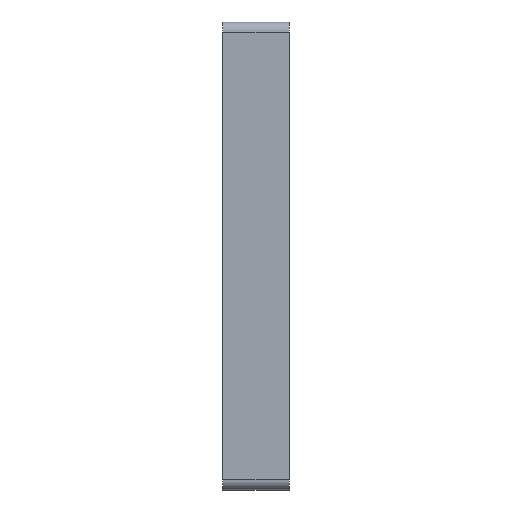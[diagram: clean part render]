
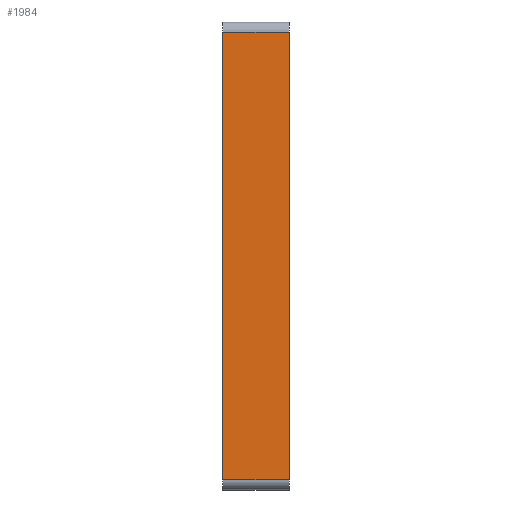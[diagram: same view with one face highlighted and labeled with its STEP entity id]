
A CAD part, front view. The second image highlights one B-rep face of the part: STEP entity #1984.
In plain terms, the highlighted planar face has unit normal (0, -1, 0).
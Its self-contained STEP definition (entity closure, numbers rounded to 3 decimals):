
#445 = CARTESIAN_POINT ( 'NONE',  ( 0., -70., 67. ) ) ;
#665 = CARTESIAN_POINT ( 'NONE',  ( 0., -70., 67. ) ) ;
#666 = DIRECTION ( 'NONE',  ( 0., 0., -1. ) ) ;
#801 = CARTESIAN_POINT ( 'NONE',  ( -20., -70., -67. ) ) ;
#865 = CARTESIAN_POINT ( 'NONE',  ( -20., -70., 67. ) ) ;
#980 = CARTESIAN_POINT ( 'NONE',  ( 0., -70., -67. ) ) ;
#1115 = VERTEX_POINT ( 'NONE', #801 ) ;
#1124 = VERTEX_POINT ( 'NONE', #865 ) ;
#1226 = DIRECTION ( 'NONE',  ( 1., 0., 0. ) ) ;
#1227 = CARTESIAN_POINT ( 'NONE',  ( -20., -70., -67. ) ) ;
#1234 = CARTESIAN_POINT ( 'NONE',  ( -20., -70., 67. ) ) ;
#1241 = DIRECTION ( 'NONE',  ( 1., 0., 0. ) ) ;
#1294 = VERTEX_POINT ( 'NONE', #980 ) ;
#1302 = VERTEX_POINT ( 'NONE', #445 ) ;
#1531 = CARTESIAN_POINT ( 'NONE',  ( -20., -70., 67. ) ) ;
#1534 = CARTESIAN_POINT ( 'NONE',  ( -20., -70., 67. ) ) ;
#1535 = DIRECTION ( 'NONE',  ( 0., 0., -1. ) ) ;
#1585 = DIRECTION ( 'NONE',  ( 0., -1., 0. ) ) ;
#1828 = DIRECTION ( 'NONE',  ( 0., 0., -1. ) ) ;
#1847 = PLANE ( 'NONE',  #2122 ) ;
#1984 = ADVANCED_FACE ( 'NONE', ( #3296 ), #1847, .T. ) ;
#2122 = AXIS2_PLACEMENT_3D ( 'NONE', #1531, #1585, #1828 ) ;
#2172 = EDGE_CURVE ( 'NONE', #1115, #1294, #3118, .T. ) ;
#2185 = EDGE_CURVE ( 'NONE', #1124, #1115, #3097, .T. ) ;
#2231 = EDGE_CURVE ( 'NONE', #1302, #1294, #2999, .T. ) ;
#2298 = EDGE_CURVE ( 'NONE', #1124, #1302, #2822, .T. ) ;
#2486 = EDGE_LOOP ( 'NONE', ( #3165, #3166, #3168, #3171 ) ) ;
#2808 = VECTOR ( 'NONE', #1241, 1000. ) ;
#2822 = LINE ( 'NONE', #1234, #2808 ) ;
#2998 = VECTOR ( 'NONE', #666, 1000. ) ;
#2999 = LINE ( 'NONE', #665, #2998 ) ;
#3096 = VECTOR ( 'NONE', #1535, 1000. ) ;
#3097 = LINE ( 'NONE', #1534, #3096 ) ;
#3117 = VECTOR ( 'NONE', #1226, 1000. ) ;
#3118 = LINE ( 'NONE', #1227, #3117 ) ;
#3165 = ORIENTED_EDGE ( 'NONE', *, *, #2231, .F. ) ;
#3166 = ORIENTED_EDGE ( 'NONE', *, *, #2298, .F. ) ;
#3168 = ORIENTED_EDGE ( 'NONE', *, *, #2185, .T. ) ;
#3171 = ORIENTED_EDGE ( 'NONE', *, *, #2172, .T. ) ;
#3296 = FACE_OUTER_BOUND ( 'NONE', #2486, .T. ) ;
